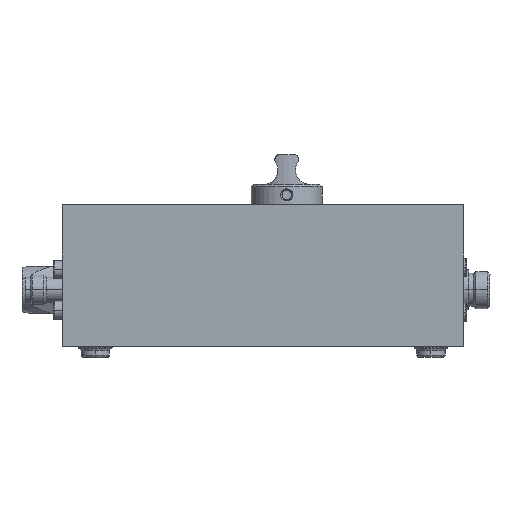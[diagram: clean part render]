
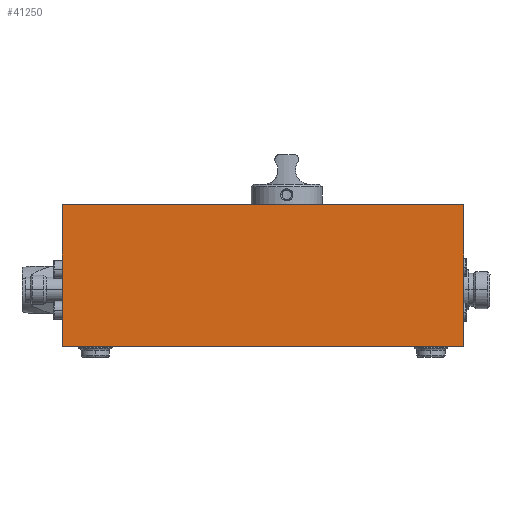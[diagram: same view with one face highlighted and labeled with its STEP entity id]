
A CAD part, left-side view. The second image highlights one B-rep face of the part: STEP entity #41250.
In plain terms, the highlighted planar face has unit normal (-1, 0, 0).
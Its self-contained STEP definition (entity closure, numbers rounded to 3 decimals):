
#41067 = VERTEX_POINT ( 'NONE', #75087 ) ;
#41069 = ORIENTED_EDGE ( 'NONE', *, *, #41070, .F. ) ;
#41070 = EDGE_CURVE ( 'NONE', #41071, #41067, #75086, .T. ) ;
#41071 = VERTEX_POINT ( 'NONE', #75082 ) ;
#41073 = ORIENTED_EDGE ( 'NONE', *, *, #41074, .T. ) ;
#41074 = EDGE_CURVE ( 'NONE', #41071, #41076, #75081, .T. ) ;
#41076 = VERTEX_POINT ( 'NONE', #75131 ) ;
#41078 = ORIENTED_EDGE ( 'NONE', *, *, #41213, .F. ) ;
#41213 = EDGE_CURVE ( 'NONE', #41262, #41076, #75302, .T. ) ;
#41250 = ADVANCED_FACE ( 'NONE', ( #75355 ), #75340, .T. ) ;
#41254 = EDGE_LOOP ( 'NONE', ( #41257, #41069, #41073, #41078 ) ) ;
#41257 = ORIENTED_EDGE ( 'NONE', *, *, #41260, .T. ) ;
#41260 = EDGE_CURVE ( 'NONE', #41262, #41067, #75335, .T. ) ;
#41262 = VERTEX_POINT ( 'NONE', #75392 ) ;
#75079 = VECTOR ( 'NONE', #75132, 1000. ) ;
#75080 = CARTESIAN_POINT ( 'NONE',  ( -40., 0., 30. ) ) ;
#75081 = LINE ( 'NONE', #75080, #75079 ) ;
#75082 = CARTESIAN_POINT ( 'NONE',  ( -40., -42.5, 30. ) ) ;
#75083 = DIRECTION ( 'NONE',  ( 0., 0., -1. ) ) ;
#75084 = VECTOR ( 'NONE', #75083, 1000. ) ;
#75085 = CARTESIAN_POINT ( 'NONE',  ( -40., -42.5, 0. ) ) ;
#75086 = LINE ( 'NONE', #75085, #75084 ) ;
#75087 = CARTESIAN_POINT ( 'NONE',  ( -40., -42.5, 0. ) ) ;
#75131 = CARTESIAN_POINT ( 'NONE',  ( -40., 42.5, 30. ) ) ;
#75132 = DIRECTION ( 'NONE',  ( 0., 1., 0. ) ) ;
#75294 = DIRECTION ( 'NONE',  ( 0., 0., 1. ) ) ;
#75295 = VECTOR ( 'NONE', #75294, 1000. ) ;
#75296 = CARTESIAN_POINT ( 'NONE',  ( -40., 42.5, 0. ) ) ;
#75302 = LINE ( 'NONE', #75296, #75295 ) ;
#75335 = LINE ( 'NONE', #75395, #75394 ) ;
#75336 = DIRECTION ( 'NONE',  ( 0., 0., 1. ) ) ;
#75337 = DIRECTION ( 'NONE',  ( -1., 0., 0. ) ) ;
#75338 = CARTESIAN_POINT ( 'NONE',  ( -40., 0., 0. ) ) ;
#75339 = AXIS2_PLACEMENT_3D ( 'NONE', #75338, #75337, #75336 ) ;
#75340 = PLANE ( 'NONE',  #75339 ) ;
#75355 = FACE_OUTER_BOUND ( 'NONE', #41254, .T. ) ;
#75392 = CARTESIAN_POINT ( 'NONE',  ( -40., 42.5, 0. ) ) ;
#75393 = DIRECTION ( 'NONE',  ( 0., -1., 0. ) ) ;
#75394 = VECTOR ( 'NONE', #75393, 1000. ) ;
#75395 = CARTESIAN_POINT ( 'NONE',  ( -40., 0., 0. ) ) ;
